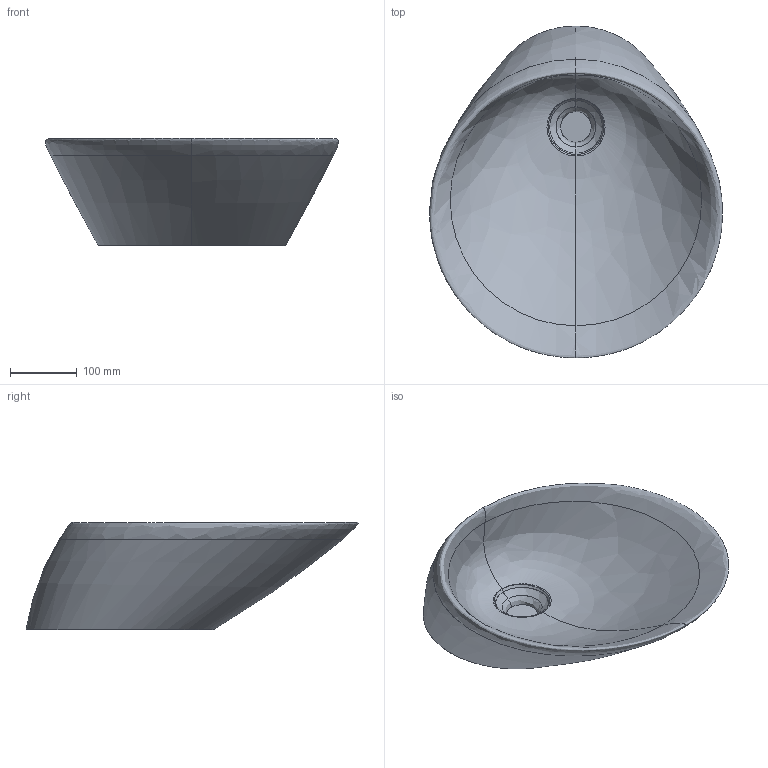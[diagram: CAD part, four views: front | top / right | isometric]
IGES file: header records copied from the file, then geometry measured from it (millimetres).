
Start section: SolidWorks IGES file using analytic representation for surfaces
Global section: file name: 3D_Lavatório de pousar ORBIT_S10013050400000.IGS; native system: SolidWorks 2019; preprocessor: SolidWorks 2019; author: sanmar10; date: 201021.150609; units: millimetre
Bounding box: 438.45 x 497.03 x 160.64 mm (x, y, z)
Surface area: 506574.9 mm2 (no closed solid volume)
Topology: 0 solids, 0 shells, 68 faces, 1763 edges, 1763 vertices
Faces by surface type: bspline 68
